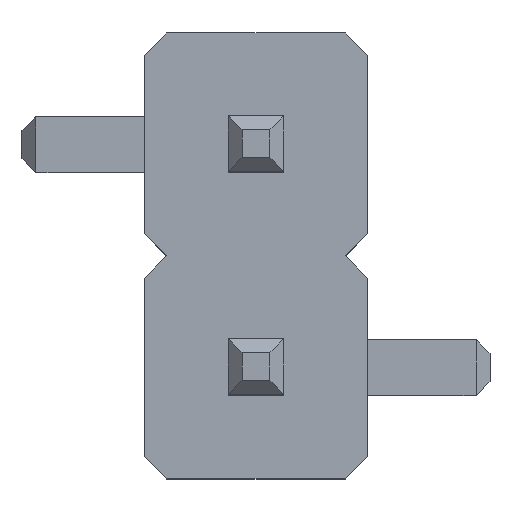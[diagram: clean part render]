
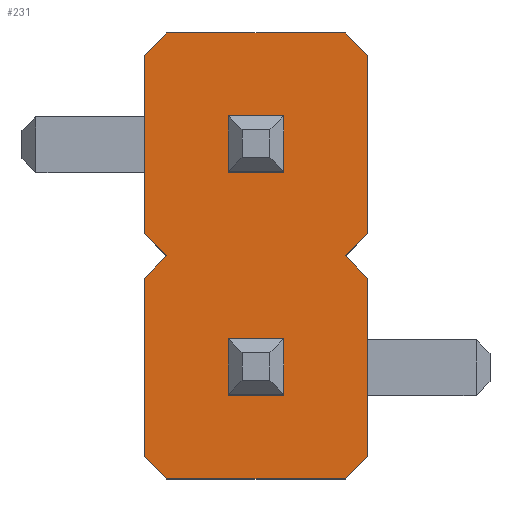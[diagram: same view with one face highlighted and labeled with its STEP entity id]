
A CAD part, top view. The second image highlights one B-rep face of the part: STEP entity #231.
In plain terms, the highlighted planar face has unit normal (0, 0, 1).
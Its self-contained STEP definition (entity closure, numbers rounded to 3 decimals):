
#13=DIRECTION('',(0.,0.,1.));
#24=VERTEX_POINT('',#25);
#25=CARTESIAN_POINT('',(-0.8,2.,2.));
#28=ORIENTED_EDGE('',*,*,#29,.T.);
#29=EDGE_CURVE('',#24,#30,#32,.T.);
#30=VERTEX_POINT('',#31);
#31=CARTESIAN_POINT('',(-1.,1.8,2.));
#32=LINE('',#25,#33);
#33=VECTOR('',#34,1.);
#34=DIRECTION('',(-0.707,-0.707,0.));
#45=DIRECTION('',(0.707,-0.707,0.));
#53=VERTEX_POINT('',#54);
#54=CARTESIAN_POINT('',(0.8,2.,2.));
#56=ORIENTED_EDGE('',*,*,#57,.T.);
#57=EDGE_CURVE('',#53,#24,#58,.T.);
#58=LINE('',#54,#59);
#59=VECTOR('',#60,1.);
#60=DIRECTION('',(-1.,0.,0.));
#72=ORIENTED_EDGE('',*,*,#73,.T.);
#73=EDGE_CURVE('',#30,#74,#76,.T.);
#74=VERTEX_POINT('',#75);
#75=CARTESIAN_POINT('',(-1.,0.2,2.));
#76=LINE('',#31,#77);
#77=VECTOR('',#78,1.);
#78=DIRECTION('',(0.,-1.,0.));
#97=DIRECTION('',(1.,0.,0.));
#117=VECTOR('',#118,1.);
#118=DIRECTION('',(1.,0.,0.));
#139=VECTOR('',#45,1.);
#160=VECTOR('',#97,1.);
#166=VECTOR('',#167,1.);
#167=DIRECTION('',(0.707,0.707,0.));
#173=VECTOR('',#174,1.);
#174=DIRECTION('',(0.,1.,0.));
#186=VECTOR('',#187,1.);
#187=DIRECTION('',(-1.,0.,0.));
#213=VECTOR('',#214,1.);
#214=DIRECTION('',(-0.707,0.707,0.));
#231=ADVANCED_FACE('',(#232,#287,#313),#339,.T.);
#232=FACE_BOUND('',#233,.T.);
#233=EDGE_LOOP('',(#28,#72,#234,#239,#244,#249,#254,#259,#264,#269,#274,#279,#284,#56));
#234=ORIENTED_EDGE('',*,*,#235,.T.);
#235=EDGE_CURVE('',#74,#236,#238,.T.);
#236=VERTEX_POINT('',#237);
#237=CARTESIAN_POINT('',(-0.8,0.,2.));
#238=LINE('',#75,#139);
#239=ORIENTED_EDGE('',*,*,#240,.T.);
#240=EDGE_CURVE('',#236,#241,#243,.T.);
#241=VERTEX_POINT('',#242);
#242=CARTESIAN_POINT('',(-1.,-0.2,2.));
#243=LINE('',#237,#33);
#244=ORIENTED_EDGE('',*,*,#245,.T.);
#245=EDGE_CURVE('',#241,#246,#248,.T.);
#246=VERTEX_POINT('',#247);
#247=CARTESIAN_POINT('',(-1.,-1.8,2.));
#248=LINE('',#242,#77);
#249=ORIENTED_EDGE('',*,*,#250,.T.);
#250=EDGE_CURVE('',#246,#251,#253,.T.);
#251=VERTEX_POINT('',#252);
#252=CARTESIAN_POINT('',(-0.8,-2.,2.));
#253=LINE('',#247,#139);
#254=ORIENTED_EDGE('',*,*,#255,.T.);
#255=EDGE_CURVE('',#251,#256,#258,.T.);
#256=VERTEX_POINT('',#257);
#257=CARTESIAN_POINT('',(0.8,-2.,2.));
#258=LINE('',#252,#160);
#259=ORIENTED_EDGE('',*,*,#260,.T.);
#260=EDGE_CURVE('',#256,#261,#263,.T.);
#261=VERTEX_POINT('',#262);
#262=CARTESIAN_POINT('',(1.,-1.8,2.));
#263=LINE('',#257,#166);
#264=ORIENTED_EDGE('',*,*,#265,.T.);
#265=EDGE_CURVE('',#261,#266,#268,.T.);
#266=VERTEX_POINT('',#267);
#267=CARTESIAN_POINT('',(1.,-0.2,2.));
#268=LINE('',#262,#173);
#269=ORIENTED_EDGE('',*,*,#270,.T.);
#270=EDGE_CURVE('',#266,#271,#273,.T.);
#271=VERTEX_POINT('',#272);
#272=CARTESIAN_POINT('',(0.8,0.,2.));
#273=LINE('',#267,#213);
#274=ORIENTED_EDGE('',*,*,#275,.T.);
#275=EDGE_CURVE('',#271,#276,#278,.T.);
#276=VERTEX_POINT('',#277);
#277=CARTESIAN_POINT('',(1.,0.2,2.));
#278=LINE('',#272,#166);
#279=ORIENTED_EDGE('',*,*,#280,.T.);
#280=EDGE_CURVE('',#276,#281,#283,.T.);
#281=VERTEX_POINT('',#282);
#282=CARTESIAN_POINT('',(1.,1.8,2.));
#283=LINE('',#277,#173);
#284=ORIENTED_EDGE('',*,*,#285,.T.);
#285=EDGE_CURVE('',#281,#53,#286,.T.);
#286=LINE('',#282,#213);
#287=FACE_BOUND('',#288,.T.);
#288=EDGE_LOOP('',(#289,#297,#303,#309));
#289=ORIENTED_EDGE('',*,*,#290,.F.);
#290=EDGE_CURVE('',#291,#293,#295,.T.);
#291=VERTEX_POINT('',#292);
#292=CARTESIAN_POINT('',(0.25,-1.25,2.));
#293=VERTEX_POINT('',#294);
#294=CARTESIAN_POINT('',(0.25,-0.75,2.));
#295=LINE('',#296,#173);
#296=CARTESIAN_POINT('',(0.25,-0.375,2.));
#297=ORIENTED_EDGE('',*,*,#298,.T.);
#298=EDGE_CURVE('',#291,#299,#301,.T.);
#299=VERTEX_POINT('',#300);
#300=CARTESIAN_POINT('',(-0.25,-1.25,2.));
#301=LINE('',#302,#186);
#302=CARTESIAN_POINT('',(0.158,-1.25,2.));
#303=ORIENTED_EDGE('',*,*,#304,.F.);
#304=EDGE_CURVE('',#305,#299,#307,.T.);
#305=VERTEX_POINT('',#306);
#306=CARTESIAN_POINT('',(-0.25,-0.75,2.));
#307=LINE('',#308,#77);
#308=CARTESIAN_POINT('',(-0.25,-0.375,2.));
#309=ORIENTED_EDGE('',*,*,#310,.F.);
#310=EDGE_CURVE('',#293,#305,#311,.T.);
#311=LINE('',#312,#186);
#312=CARTESIAN_POINT('',(0.158,-0.75,2.));
#313=FACE_BOUND('',#314,.T.);
#314=EDGE_LOOP('',(#315,#323,#329,#335));
#315=ORIENTED_EDGE('',*,*,#316,.F.);
#316=EDGE_CURVE('',#317,#319,#321,.T.);
#317=VERTEX_POINT('',#318);
#318=CARTESIAN_POINT('',(-0.25,0.75,2.));
#319=VERTEX_POINT('',#320);
#320=CARTESIAN_POINT('',(0.25,0.75,2.));
#321=LINE('',#322,#117);
#322=CARTESIAN_POINT('',(-0.158,0.75,2.));
#323=ORIENTED_EDGE('',*,*,#324,.T.);
#324=EDGE_CURVE('',#317,#325,#327,.T.);
#325=VERTEX_POINT('',#326);
#326=CARTESIAN_POINT('',(-0.25,1.25,2.));
#327=LINE('',#328,#173);
#328=CARTESIAN_POINT('',(-0.25,0.625,2.));
#329=ORIENTED_EDGE('',*,*,#330,.T.);
#330=EDGE_CURVE('',#325,#331,#333,.T.);
#331=VERTEX_POINT('',#332);
#332=CARTESIAN_POINT('',(0.25,1.25,2.));
#333=LINE('',#334,#117);
#334=CARTESIAN_POINT('',(-0.158,1.25,2.));
#335=ORIENTED_EDGE('',*,*,#336,.T.);
#336=EDGE_CURVE('',#331,#319,#337,.T.);
#337=LINE('',#338,#77);
#338=CARTESIAN_POINT('',(0.25,0.625,2.));
#339=PLANE('',#340);
#340=AXIS2_PLACEMENT_3D('',#341,#13,#97);
#341=CARTESIAN_POINT('',(0.,0.,2.));
